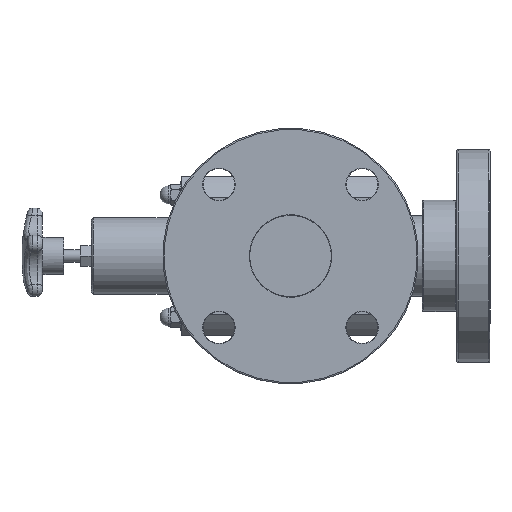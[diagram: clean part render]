
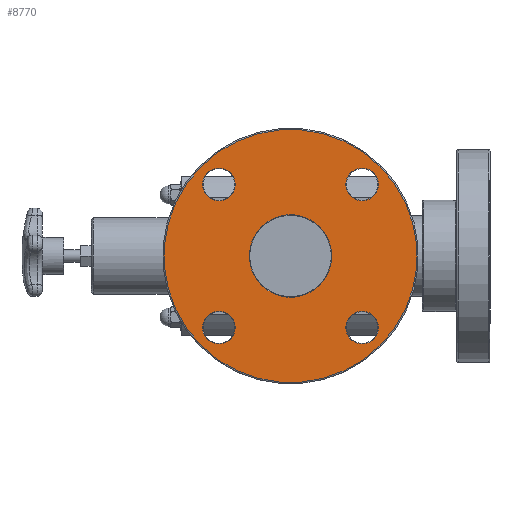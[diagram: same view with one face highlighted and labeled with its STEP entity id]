
A CAD part, left-side view. The second image highlights one B-rep face of the part: STEP entity #8770.
In plain terms, the highlighted planar face has unit normal (-1, 0, 0).
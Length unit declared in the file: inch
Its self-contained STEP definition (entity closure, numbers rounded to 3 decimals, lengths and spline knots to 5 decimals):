
#8692=CARTESIAN_POINT('',(-4.625,4.29811,2.10011));
#8693=VERTEX_POINT('',#8692);
#8694=CARTESIAN_POINT('',(-4.625,2.198,0.));
#8695=DIRECTION('',(1.0,0.,0.));
#8696=DIRECTION('',(0.,-0.707,-0.707));
#8697=AXIS2_PLACEMENT_3D('',#8694,#8695,#8696);
#8698=CIRCLE('',#8697,2.97);
#8699=EDGE_CURVE('',#8693,#8693,#8698,.T.);
#8707=CARTESIAN_POINT('',(-4.625,3.59683,1.39883));
#8708=DIRECTION('',(-1.0,0.0,0.0));
#8709=DIRECTION('',(0.0,-0.707,0.707));
#8710=AXIS2_PLACEMENT_3D('',#8707,#8708,#8709);
#8711=PLANE('',#8710);
#8712=ORIENTED_EDGE('',*,*,#8699,.F.);
#8713=EDGE_LOOP('',(#8712));
#8714=FACE_OUTER_BOUND('',#8713,.T.);
#8715=CARTESIAN_POINT('',(-4.625,0.24815,-1.40891));
#8716=VERTEX_POINT('',#8715);
#8717=CARTESIAN_POINT('',(-4.625,0.51862,-1.67938));
#8718=DIRECTION('',(-1.0,0.,0.));
#8719=DIRECTION('',(0.,0.707,-0.707));
#8720=AXIS2_PLACEMENT_3D('',#8717,#8718,#8719);
#8721=CIRCLE('',#8720,0.3825);
#8722=EDGE_CURVE('',#8716,#8716,#8721,.T.);
#8723=ORIENTED_EDGE('',*,*,#8722,.F.);
#8724=EDGE_LOOP('',(#8723));
#8725=FACE_BOUND('',#8724,.T.);
#8726=CARTESIAN_POINT('',(-4.625,3.60691,-1.94985));
#8727=VERTEX_POINT('',#8726);
#8728=CARTESIAN_POINT('',(-4.625,3.87738,-1.67938));
#8729=DIRECTION('',(-1.0,0.,0.));
#8730=DIRECTION('',(0.,0.707,0.707));
#8731=AXIS2_PLACEMENT_3D('',#8728,#8729,#8730);
#8732=CIRCLE('',#8731,0.3825);
#8733=EDGE_CURVE('',#8727,#8727,#8732,.T.);
#8734=ORIENTED_EDGE('',*,*,#8733,.F.);
#8735=EDGE_LOOP('',(#8734));
#8736=FACE_BOUND('',#8735,.T.);
#8737=CARTESIAN_POINT('',(-4.625,4.14785,1.40891));
#8738=VERTEX_POINT('',#8737);
#8739=CARTESIAN_POINT('',(-4.625,3.87738,1.67938));
#8740=DIRECTION('',(-1.0,0.,0.));
#8741=DIRECTION('',(0.,-0.707,0.707));
#8742=AXIS2_PLACEMENT_3D('',#8739,#8740,#8741);
#8743=CIRCLE('',#8742,0.3825);
#8744=EDGE_CURVE('',#8738,#8738,#8743,.T.);
#8745=ORIENTED_EDGE('',*,*,#8744,.F.);
#8746=EDGE_LOOP('',(#8745));
#8747=FACE_BOUND('',#8746,.T.);
#8748=CARTESIAN_POINT('',(-4.625,2.88142,0.68342));
#8749=VERTEX_POINT('',#8748);
#8750=CARTESIAN_POINT('',(-4.625,2.198,0.));
#8751=DIRECTION('',(-1.0,0.,0.));
#8752=DIRECTION('',(0.,-0.707,-0.707));
#8753=AXIS2_PLACEMENT_3D('',#8750,#8751,#8752);
#8754=CIRCLE('',#8753,0.9665);
#8755=EDGE_CURVE('',#8749,#8749,#8754,.T.);
#8756=ORIENTED_EDGE('',*,*,#8755,.F.);
#8757=EDGE_LOOP('',(#8756));
#8758=FACE_BOUND('',#8757,.T.);
#8759=CARTESIAN_POINT('',(-4.625,0.78909,1.94985));
#8760=VERTEX_POINT('',#8759);
#8761=CARTESIAN_POINT('',(-4.625,0.51862,1.67938));
#8762=DIRECTION('',(-1.0,0.,0.));
#8763=DIRECTION('',(0.,-0.707,-0.707));
#8764=AXIS2_PLACEMENT_3D('',#8761,#8762,#8763);
#8765=CIRCLE('',#8764,0.3825);
#8766=EDGE_CURVE('',#8760,#8760,#8765,.T.);
#8767=ORIENTED_EDGE('',*,*,#8766,.F.);
#8768=EDGE_LOOP('',(#8767));
#8769=FACE_BOUND('',#8768,.T.);
#8770=ADVANCED_FACE('',(#8714,#8725,#8736,#8747,#8758,#8769),#8711,.T.);
